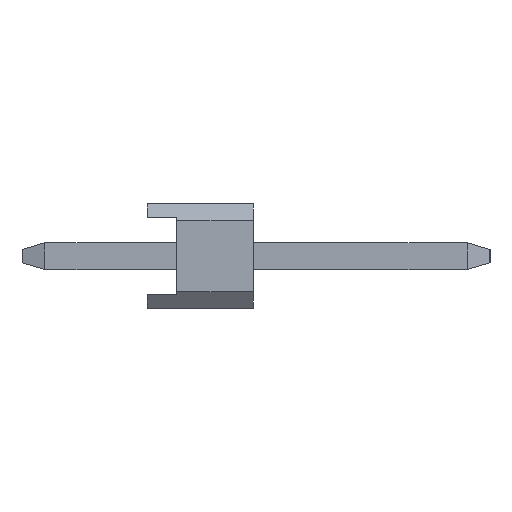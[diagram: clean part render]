
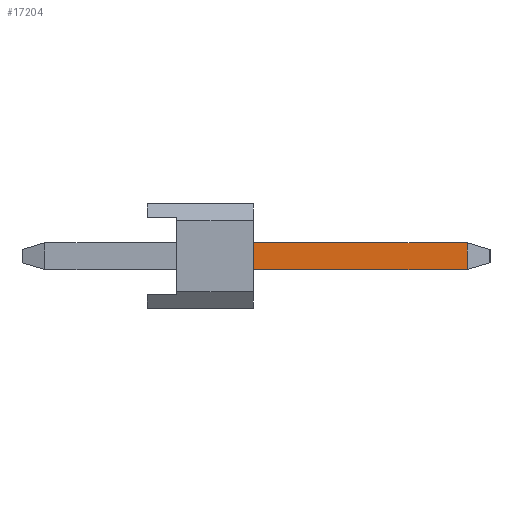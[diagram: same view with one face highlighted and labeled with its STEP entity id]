
A CAD part, left-side view. The second image highlights one B-rep face of the part: STEP entity #17204.
In plain terms, the highlighted planar face has unit normal (-1, 0, 0).
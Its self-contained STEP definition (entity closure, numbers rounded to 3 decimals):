
#6676=VERTEX_POINT('',#18482);
#8544=EDGE_CURVE('',#16056,#12950,#20554,.T.);
#9602=EDGE_CURVE('',#9874,#6676,#21712,.T.);
#9874=VERTEX_POINT('',#22007);
#12950=VERTEX_POINT('',#25449);
#16056=VERTEX_POINT('',#28839);
#16650=EDGE_CURVE('',#6676,#16056,#29495,.T.);
#17024=EDGE_CURVE('',#12950,#9874,#29902,.T.);
#17204=ADVANCED_FACE('',(#30095),#30096,.T.);
#18482=CARTESIAN_POINT('',(-47.31,-7.654,-0.32));
#20554=LINE('',#34816,#34817);
#21712=LINE('',#36532,#36533);
#22007=CARTESIAN_POINT('',(-47.31,-7.654,0.32));
#25449=CARTESIAN_POINT('',(-47.31,-2.54,0.32));
#28839=CARTESIAN_POINT('',(-47.31,-2.54,-0.32));
#29495=LINE('',#47709,#47710);
#29902=LINE('',#48298,#48299);
#30095=FACE_OUTER_BOUND('',#48594,.T.);
#30096=PLANE('',#48595);
#34816=CARTESIAN_POINT('',(-47.31,-2.54,0.252));
#34817=VECTOR('',#52499,1.0);
#36532=CARTESIAN_POINT('',(-47.31,-7.654,0.5));
#36533=VECTOR('',#53602,1.0);
#47709=CARTESIAN_POINT('',(-47.31,2.454,-0.32));
#47710=VECTOR('',#61523,1.0);
#48298=CARTESIAN_POINT('',(-47.31,-2.6,0.32));
#48299=VECTOR('',#61886,1.0);
#48594=EDGE_LOOP('',(#62045,#62046,#62047,#62048));
#48595=AXIS2_PLACEMENT_3D('',#62049,#62050,#62051);
#52499=DIRECTION('',(0.,0.,1.0));
#53602=DIRECTION('',(0.0,0.,-1.0));
#61523=DIRECTION('',(0.,1.0,0.));
#61886=DIRECTION('',(0.,-1.0,0.));
#62045=ORIENTED_EDGE('',*,*,#8544,.F.);
#62046=ORIENTED_EDGE('',*,*,#16650,.F.);
#62047=ORIENTED_EDGE('',*,*,#9602,.F.);
#62048=ORIENTED_EDGE('',*,*,#17024,.F.);
#62049=CARTESIAN_POINT('',(-47.31,2.454,0.5));
#62050=DIRECTION('',(-1.0,0.,0.));
#62051=DIRECTION('',(0.,1.0,0.));
